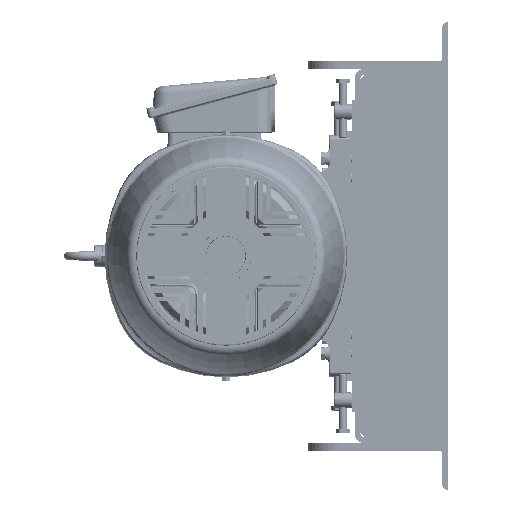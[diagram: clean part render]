
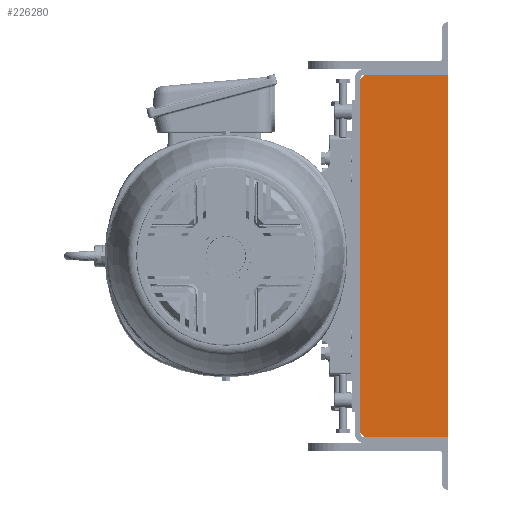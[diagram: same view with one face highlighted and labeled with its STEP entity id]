
A CAD part, left-side view. The second image highlights one B-rep face of the part: STEP entity #226280.
In plain terms, the highlighted planar face has unit normal (-1, 0, 0).
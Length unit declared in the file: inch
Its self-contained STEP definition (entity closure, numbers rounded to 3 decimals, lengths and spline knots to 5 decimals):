
#1302 = AXIS2_PLACEMENT_3D ( 'NONE', #133385, #84355, #81110 ) ;
#11177 = CARTESIAN_POINT ( 'NONE',  ( 0., 5.375, -0.375 ) ) ;
#11736 = CARTESIAN_POINT ( 'NONE',  ( 0., 0., -0.375 ) ) ;
#16672 = VECTOR ( 'NONE', #121857, 39.37008 ) ;
#21321 = ORIENTED_EDGE ( 'NONE', *, *, #64000, .F. ) ;
#23092 = VERTEX_POINT ( 'NONE', #170190 ) ;
#26697 = CARTESIAN_POINT ( 'NONE',  ( 0., 0., -23.625 ) ) ;
#27964 = VERTEX_POINT ( 'NONE', #229014 ) ;
#39985 = VECTOR ( 'NONE', #297836, 39.37008 ) ;
#51780 = EDGE_CURVE ( 'NONE', #191886, #56671, #104444, .T. ) ;
#55428 = VECTOR ( 'NONE', #152054, 39.37008 ) ;
#56671 = VERTEX_POINT ( 'NONE', #11177 ) ;
#64000 = EDGE_CURVE ( 'NONE', #128904, #27964, #156973, .T. ) ;
#76309 = EDGE_LOOP ( 'NONE', ( #98489, #90995, #122841, #269865, #21321, #154051 ) ) ;
#81110 = DIRECTION ( 'NONE',  ( 0., 0., 1. ) ) ;
#84355 = DIRECTION ( 'NONE',  ( -1., 0., 0. ) ) ;
#85184 = EDGE_CURVE ( 'NONE', #27964, #191886, #181499, .T. ) ;
#90995 = ORIENTED_EDGE ( 'NONE', *, *, #272087, .F. ) ;
#97610 = CARTESIAN_POINT ( 'NONE',  ( 0., 5.375, -0.375 ) ) ;
#98489 = ORIENTED_EDGE ( 'NONE', *, *, #167513, .F. ) ;
#103741 = VECTOR ( 'NONE', #317458, 39.37008 ) ;
#104444 = LINE ( 'NONE', #97610, #213489 ) ;
#106147 = PLANE ( 'NONE',  #1302 ) ;
#106719 = FACE_OUTER_BOUND ( 'NONE', #76309, .T. ) ;
#107400 = VECTOR ( 'NONE', #221055, 39.37008 ) ;
#121857 = DIRECTION ( 'NONE',  ( 0., -1., 0. ) ) ;
#122582 = DIRECTION ( 'NONE',  ( 0., -0.707, 0.707 ) ) ;
#122841 = ORIENTED_EDGE ( 'NONE', *, *, #51780, .F. ) ;
#128904 = VERTEX_POINT ( 'NONE', #253366 ) ;
#133385 = CARTESIAN_POINT ( 'NONE',  ( 0., -1.40785, 0.29839 ) ) ;
#147153 = CARTESIAN_POINT ( 'NONE',  ( 0., 5.625, -0.625 ) ) ;
#149057 = CARTESIAN_POINT ( 'NONE',  ( 0., 5.625, -23.375 ) ) ;
#152054 = DIRECTION ( 'NONE',  ( 0., 0., -1. ) ) ;
#154051 = ORIENTED_EDGE ( 'NONE', *, *, #284548, .F. ) ;
#156973 = LINE ( 'NONE', #149057, #39985 ) ;
#167513 = EDGE_CURVE ( 'NONE', #322810, #23092, #184320, .T. ) ;
#168763 = CARTESIAN_POINT ( 'NONE',  ( 0., 5.375, -23.625 ) ) ;
#170077 = LINE ( 'NONE', #168763, #103741 ) ;
#170190 = CARTESIAN_POINT ( 'NONE',  ( 0., 0., -23.625 ) ) ;
#181499 = LINE ( 'NONE', #147153, #107400 ) ;
#184320 = LINE ( 'NONE', #26697, #55428 ) ;
#191886 = VERTEX_POINT ( 'NONE', #273174 ) ;
#213489 = VECTOR ( 'NONE', #122582, 39.37008 ) ;
#221055 = DIRECTION ( 'NONE',  ( 0., 0., 1. ) ) ;
#223221 = LINE ( 'NONE', #270844, #16672 ) ;
#226280 = ADVANCED_FACE ( 'NONE', ( #106719 ), #106147, .T. ) ;
#229014 = CARTESIAN_POINT ( 'NONE',  ( 0., 5.625, -23.375 ) ) ;
#253366 = CARTESIAN_POINT ( 'NONE',  ( 0., 5.375, -23.625 ) ) ;
#269865 = ORIENTED_EDGE ( 'NONE', *, *, #85184, .F. ) ;
#270844 = CARTESIAN_POINT ( 'NONE',  ( 0., 0., -0.375 ) ) ;
#272087 = EDGE_CURVE ( 'NONE', #56671, #322810, #223221, .T. ) ;
#273174 = CARTESIAN_POINT ( 'NONE',  ( 0., 5.625, -0.625 ) ) ;
#284548 = EDGE_CURVE ( 'NONE', #23092, #128904, #170077, .T. ) ;
#297836 = DIRECTION ( 'NONE',  ( 0., 0.707, 0.707 ) ) ;
#317458 = DIRECTION ( 'NONE',  ( 0., 1., 0. ) ) ;
#322810 = VERTEX_POINT ( 'NONE', #11736 ) ;
